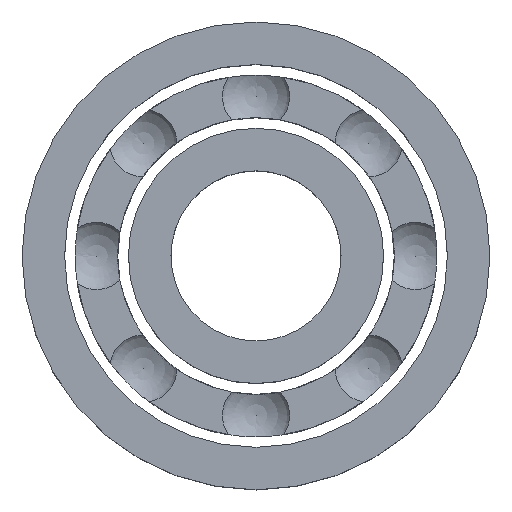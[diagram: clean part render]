
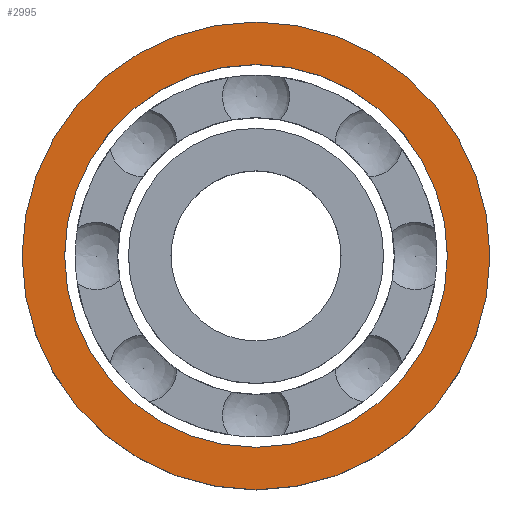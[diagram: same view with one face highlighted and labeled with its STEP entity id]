
A CAD part, top view. The second image highlights one B-rep face of the part: STEP entity #2995.
In plain terms, the highlighted planar face has unit normal (0, 0, 1).
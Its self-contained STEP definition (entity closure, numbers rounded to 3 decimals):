
#2950=CARTESIAN_POINT('',(0.,0.,5.));
#2951=DIRECTION('',(0.,0.,1.));
#2952=DIRECTION('',(1.,0.,0.));
#2953=AXIS2_PLACEMENT_3D('',#2950,#2951,#2952);
#2954=PLANE('',#2953);
#2955=CARTESIAN_POINT('',(-9.,0.,5.));
#2956=VERTEX_POINT('',#2955);
#2957=CARTESIAN_POINT('',(9.,-0.,5.));
#2958=VERTEX_POINT('',#2957);
#2959=CARTESIAN_POINT('',(0.,0.,5.));
#2960=DIRECTION('',(0.,0.,1.));
#2961=DIRECTION('',(1.,0.,-0.));
#2962=AXIS2_PLACEMENT_3D('',#2959,#2960,#2961);
#2963=CIRCLE('',#2962,9.);
#2964=EDGE_CURVE('',#2956,#2958,#2963,.T.);
#2965=ORIENTED_EDGE('',*,*,#2964,.F.);
#2966=CARTESIAN_POINT('',(0.,0.,5.));
#2967=DIRECTION('',(0.,0.,1.));
#2968=DIRECTION('',(1.,0.,-0.));
#2969=AXIS2_PLACEMENT_3D('',#2966,#2967,#2968);
#2970=CIRCLE('',#2969,9.);
#2971=EDGE_CURVE('',#2958,#2956,#2970,.T.);
#2972=ORIENTED_EDGE('',*,*,#2971,.F.);
#2973=EDGE_LOOP('',(#2965,#2972));
#2974=FACE_BOUND('',#2973,.T.);
#2975=CARTESIAN_POINT('',(-11.,-0.,5.));
#2976=VERTEX_POINT('',#2975);
#2977=CARTESIAN_POINT('',(0.,-11.,5.));
#2978=VERTEX_POINT('',#2977);
#2979=CARTESIAN_POINT('',(0.,0.,5.));
#2980=DIRECTION('',(0.,0.,-1.));
#2981=DIRECTION('',(0.,-1.,0.));
#2982=AXIS2_PLACEMENT_3D('',#2979,#2980,#2981);
#2983=CIRCLE('',#2982,11.);
#2984=EDGE_CURVE('',#2976,#2978,#2983,.T.);
#2985=ORIENTED_EDGE('',*,*,#2984,.F.);
#2986=CARTESIAN_POINT('',(0.,0.,5.));
#2987=DIRECTION('',(0.,0.,-1.));
#2988=DIRECTION('',(0.,-1.,0.));
#2989=AXIS2_PLACEMENT_3D('',#2986,#2987,#2988);
#2990=CIRCLE('',#2989,11.);
#2991=EDGE_CURVE('',#2978,#2976,#2990,.T.);
#2992=ORIENTED_EDGE('',*,*,#2991,.F.);
#2993=EDGE_LOOP('',(#2985,#2992));
#2994=FACE_BOUND('',#2993,.T.);
#2995=ADVANCED_FACE('',(#2974,#2994),#2954,.T.);
